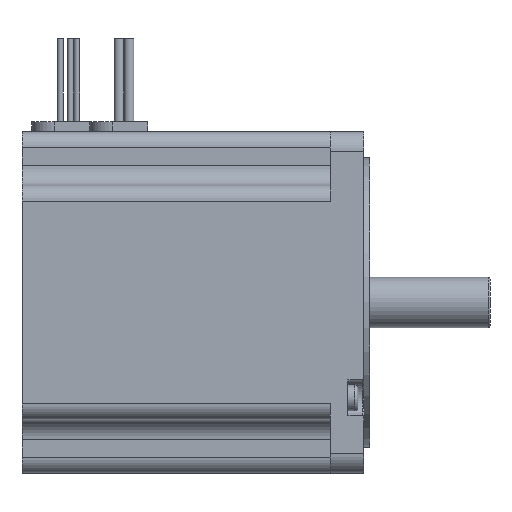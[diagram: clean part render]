
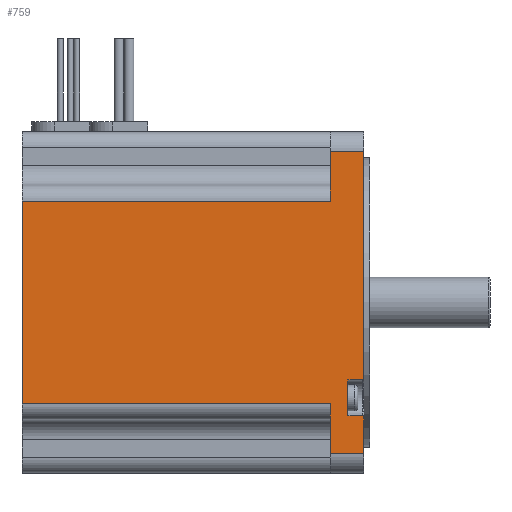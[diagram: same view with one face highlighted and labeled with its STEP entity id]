
A CAD part, left-side view. The second image highlights one B-rep face of the part: STEP entity #759.
In plain terms, the highlighted planar face has unit normal (-1, 0, 0).
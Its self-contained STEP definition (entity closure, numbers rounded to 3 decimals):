
#759 = ADVANCED_FACE( '', ( #1611 ), #1612, .T. );
#1611 = FACE_OUTER_BOUND( '', #2504, .T. );
#1612 = PLANE( '', #2505 );
#2504 = EDGE_LOOP( '', ( #4602, #4603, #4604, #4605, #4606, #4607, #4608, #4609, #4610, #4611, #4612, #4613, #4614, #4615 ) );
#2505 = AXIS2_PLACEMENT_3D( '', #4616, #4617, #4618 );
#4602 = ORIENTED_EDGE( '', *, *, #5496, .T. );
#4603 = ORIENTED_EDGE( '', *, *, #5526, .T. );
#4604 = ORIENTED_EDGE( '', *, *, #5726, .F. );
#4605 = ORIENTED_EDGE( '', *, *, #5727, .T. );
#4606 = ORIENTED_EDGE( '', *, *, #5297, .T. );
#4607 = ORIENTED_EDGE( '', *, *, #5728, .F. );
#4608 = ORIENTED_EDGE( '', *, *, #5601, .T. );
#4609 = ORIENTED_EDGE( '', *, *, #5349, .T. );
#4610 = ORIENTED_EDGE( '', *, *, #5007, .T. );
#4611 = ORIENTED_EDGE( '', *, *, #5017, .T. );
#4612 = ORIENTED_EDGE( '', *, *, #5729, .F. );
#4613 = ORIENTED_EDGE( '', *, *, #4950, .T. );
#4614 = ORIENTED_EDGE( '', *, *, #4971, .F. );
#4615 = ORIENTED_EDGE( '', *, *, #5532, .F. );
#4616 = CARTESIAN_POINT( '', ( -43., 8.4, 43. ) );
#4617 = DIRECTION( '', ( -1., 0., 0. ) );
#4618 = DIRECTION( '', ( 0., 0., 1. ) );
#4950 = EDGE_CURVE( '', #5866, #5867, #5868, .T. );
#4971 = EDGE_CURVE( '', #5905, #5867, #5906, .T. );
#5007 = EDGE_CURVE( '', #5969, #5967, #5970, .T. );
#5017 = EDGE_CURVE( '', #5967, #5980, #5982, .T. );
#5297 = EDGE_CURVE( '', #6453, #6454, #6455, .T. );
#5349 = EDGE_CURVE( '', #6532, #5969, #6533, .T. );
#5496 = EDGE_CURVE( '', #6744, #6742, #6745, .T. );
#5526 = EDGE_CURVE( '', #6742, #6781, #6783, .T. );
#5532 = EDGE_CURVE( '', #6744, #5905, #6789, .T. );
#5601 = EDGE_CURVE( '', #6882, #6532, #6883, .T. );
#5726 = EDGE_CURVE( '', #7026, #6781, #7027, .T. );
#5727 = EDGE_CURVE( '', #7026, #6453, #7028, .F. );
#5728 = EDGE_CURVE( '', #6882, #6454, #7029, .T. );
#5729 = EDGE_CURVE( '', #5866, #5980, #7030, .T. );
#5866 = VERTEX_POINT( '', #7197 );
#5867 = VERTEX_POINT( '', #7198 );
#5868 = CIRCLE( '', #7199, 0.3 );
#5905 = VERTEX_POINT( '', #7250 );
#5906 = LINE( '', #7251, #7252 );
#5967 = VERTEX_POINT( '', #7335 );
#5969 = VERTEX_POINT( '', #7337 );
#5970 = LINE( '', #7338, #7339 );
#5980 = VERTEX_POINT( '', #7352 );
#5982 = LINE( '', #7354, #7355 );
#6453 = VERTEX_POINT( '', #8000 );
#6454 = VERTEX_POINT( '', #8001 );
#6455 = LINE( '', #8002, #8003 );
#6532 = VERTEX_POINT( '', #8105 );
#6533 = LINE( '', #8106, #8107 );
#6742 = VERTEX_POINT( '', #8404 );
#6744 = VERTEX_POINT( '', #8407 );
#6745 = LINE( '', #8408, #8409 );
#6781 = VERTEX_POINT( '', #8458 );
#6783 = CIRCLE( '', #8461, 0.3 );
#6789 = LINE( '', #8469, #8470 );
#6882 = VERTEX_POINT( '', #8593 );
#6883 = LINE( '', #8594, #8595 );
#7026 = VERTEX_POINT( '', #8790 );
#7027 = LINE( '', #8791, #8792 );
#7028 = LINE( '', #8793, #8794 );
#7029 = LINE( '', #8795, #8796 );
#7030 = LINE( '', #8797, #8798 );
#7197 = CARTESIAN_POINT( '', ( -43., 0., -28.8 ) );
#7198 = CARTESIAN_POINT( '', ( -43., 0.3, -28.5 ) );
#7199 = AXIS2_PLACEMENT_3D( '', #8911, #8912, #8913 );
#7250 = CARTESIAN_POINT( '', ( -43., 4., -28.5 ) );
#7251 = CARTESIAN_POINT( '', ( -43., 4., -28.5 ) );
#7252 = VECTOR( '', #8937, 1000. );
#7335 = CARTESIAN_POINT( '', ( -43., 8.4, -38. ) );
#7337 = CARTESIAN_POINT( '', ( -43., 8.4, -25.5 ) );
#7338 = CARTESIAN_POINT( '', ( -43., 8.4, 43. ) );
#7339 = VECTOR( '', #8981, 1000. );
#7352 = CARTESIAN_POINT( '', ( -43., 0., -38. ) );
#7354 = CARTESIAN_POINT( '', ( -43., 8.4, -38. ) );
#7355 = VECTOR( '', #8997, 1000. );
#8000 = CARTESIAN_POINT( '', ( -43., 8.4, 38. ) );
#8001 = CARTESIAN_POINT( '', ( -43., 8.4, 25.5 ) );
#8002 = CARTESIAN_POINT( '', ( -43., 8.4, 43. ) );
#8003 = VECTOR( '', #9313, 1000. );
#8105 = CARTESIAN_POINT( '', ( -43., 86., -25.5 ) );
#8106 = CARTESIAN_POINT( '', ( -43., 86., -25.5 ) );
#8107 = VECTOR( '', #9369, 1000. );
#8404 = CARTESIAN_POINT( '', ( -43., 0.3, -19.5 ) );
#8407 = CARTESIAN_POINT( '', ( -43., 4., -19.5 ) );
#8408 = CARTESIAN_POINT( '', ( -43., 4., -19.5 ) );
#8409 = VECTOR( '', #9507, 1000. );
#8458 = CARTESIAN_POINT( '', ( -43., 0., -19.2 ) );
#8461 = AXIS2_PLACEMENT_3D( '', #9537, #9538, #9539 );
#8469 = CARTESIAN_POINT( '', ( -43., 4., -19.5 ) );
#8470 = VECTOR( '', #9542, 1000. );
#8593 = CARTESIAN_POINT( '', ( -43., 86., 25.5 ) );
#8594 = CARTESIAN_POINT( '', ( -43., 86., 25.5 ) );
#8595 = VECTOR( '', #9615, 1000. );
#8790 = CARTESIAN_POINT( '', ( -43., 0., 38. ) );
#8791 = CARTESIAN_POINT( '', ( -43., 0., 43. ) );
#8792 = VECTOR( '', #9710, 1000. );
#8793 = CARTESIAN_POINT( '', ( -43., 8.4, 38. ) );
#8794 = VECTOR( '', #9711, 1000. );
#8795 = CARTESIAN_POINT( '', ( -43., 86., 25.5 ) );
#8796 = VECTOR( '', #9712, 1000. );
#8797 = CARTESIAN_POINT( '', ( -43., 0., 43. ) );
#8798 = VECTOR( '', #9713, 1000. );
#8911 = CARTESIAN_POINT( '', ( -43., 0.3, -28.8 ) );
#8912 = DIRECTION( '', ( -1., 0., 0. ) );
#8913 = DIRECTION( '', ( 0., 0., 1. ) );
#8937 = DIRECTION( '', ( 0., -1., 0. ) );
#8981 = DIRECTION( '', ( 0., 0., -1. ) );
#8997 = DIRECTION( '', ( 0., -1., 0. ) );
#9313 = DIRECTION( '', ( 0., 0., -1. ) );
#9369 = DIRECTION( '', ( 0., -1., 0. ) );
#9507 = DIRECTION( '', ( 0., -1., 0. ) );
#9537 = CARTESIAN_POINT( '', ( -43., 0.3, -19.2 ) );
#9538 = DIRECTION( '', ( -1., 0., 0. ) );
#9539 = DIRECTION( '', ( 0., 0., 1. ) );
#9542 = DIRECTION( '', ( 0., 0., -1. ) );
#9615 = DIRECTION( '', ( 0., 0., -1. ) );
#9710 = DIRECTION( '', ( 0., 0., -1. ) );
#9711 = DIRECTION( '', ( 0., -1., 0. ) );
#9712 = DIRECTION( '', ( 0., -1., 0. ) );
#9713 = DIRECTION( '', ( 0., 0., -1. ) );
